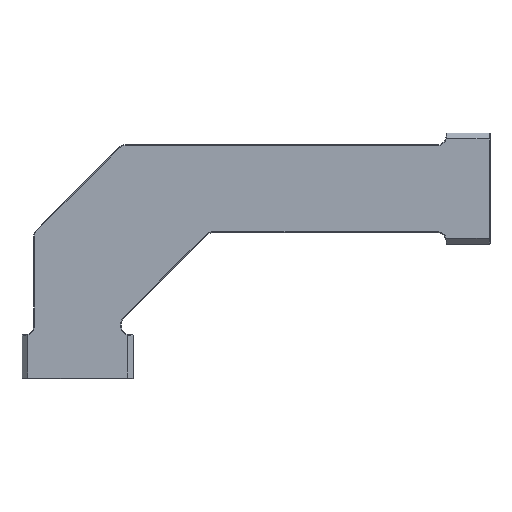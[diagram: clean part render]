
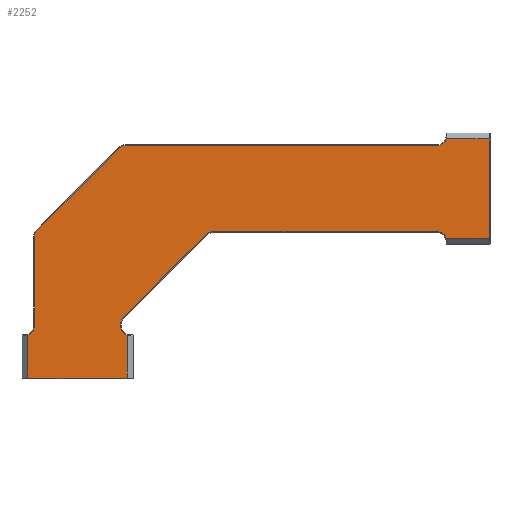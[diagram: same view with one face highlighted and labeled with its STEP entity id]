
A CAD part, front view. The second image highlights one B-rep face of the part: STEP entity #2252.
In plain terms, the highlighted planar face has unit normal (0, -1, 0).
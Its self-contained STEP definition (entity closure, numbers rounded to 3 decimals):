
#78=FACE_OUTER_BOUND('',#220,.T.);
#220=EDGE_LOOP('',(#1539,#1540,#1541,#1542,#1543,#1544,#1545,#1546,#1547,
#1548,#1549,#1550,#1551,#1552,#1553,#1554,#1555,#1556,#1557,#1558));
#375=CIRCLE('',#2421,3.25);
#376=CIRCLE('',#2422,3.25);
#377=CIRCLE('',#2423,3.25);
#378=CIRCLE('',#2424,3.25);
#379=CIRCLE('',#2425,3.25);
#380=CIRCLE('',#2426,2.75);
#381=CIRCLE('',#2427,2.75);
#382=CIRCLE('',#2428,3.25);
#463=LINE('',#3382,#727);
#464=LINE('',#3386,#728);
#465=LINE('',#3390,#729);
#466=LINE('',#3394,#730);
#467=LINE('',#3398,#731);
#468=LINE('',#3400,#732);
#469=LINE('',#3402,#733);
#470=LINE('',#3406,#734);
#471=LINE('',#3410,#735);
#472=LINE('',#3414,#736);
#473=LINE('',#3418,#737);
#474=LINE('',#3419,#738);
#727=VECTOR('',#2681,1000.);
#728=VECTOR('',#2684,1000.);
#729=VECTOR('',#2687,1000.);
#730=VECTOR('',#2690,1000.);
#731=VECTOR('',#2693,1000.);
#732=VECTOR('',#2694,1000.);
#733=VECTOR('',#2695,1000.);
#734=VECTOR('',#2698,1000.);
#735=VECTOR('',#2701,1000.);
#736=VECTOR('',#2704,1000.);
#737=VECTOR('',#2707,1000.);
#738=VECTOR('',#2708,1000.);
#1007=VERTEX_POINT('',#3380);
#1008=VERTEX_POINT('',#3381);
#1009=VERTEX_POINT('',#3383);
#1010=VERTEX_POINT('',#3385);
#1011=VERTEX_POINT('',#3387);
#1012=VERTEX_POINT('',#3389);
#1013=VERTEX_POINT('',#3391);
#1014=VERTEX_POINT('',#3393);
#1015=VERTEX_POINT('',#3395);
#1016=VERTEX_POINT('',#3397);
#1017=VERTEX_POINT('',#3399);
#1018=VERTEX_POINT('',#3401);
#1019=VERTEX_POINT('',#3403);
#1020=VERTEX_POINT('',#3405);
#1021=VERTEX_POINT('',#3407);
#1022=VERTEX_POINT('',#3409);
#1023=VERTEX_POINT('',#3411);
#1024=VERTEX_POINT('',#3413);
#1025=VERTEX_POINT('',#3415);
#1026=VERTEX_POINT('',#3417);
#1203=EDGE_CURVE('',#1007,#1008,#463,.T.);
#1204=EDGE_CURVE('',#1008,#1009,#375,.T.);
#1205=EDGE_CURVE('',#1009,#1010,#464,.T.);
#1206=EDGE_CURVE('',#1010,#1011,#376,.T.);
#1207=EDGE_CURVE('',#1011,#1012,#465,.T.);
#1208=EDGE_CURVE('',#1012,#1013,#377,.T.);
#1209=EDGE_CURVE('',#1013,#1014,#466,.T.);
#1210=EDGE_CURVE('',#1014,#1015,#378,.T.);
#1211=EDGE_CURVE('',#1015,#1016,#467,.T.);
#1212=EDGE_CURVE('',#1016,#1017,#468,.T.);
#1213=EDGE_CURVE('',#1017,#1018,#469,.T.);
#1214=EDGE_CURVE('',#1018,#1019,#379,.T.);
#1215=EDGE_CURVE('',#1019,#1020,#470,.T.);
#1216=EDGE_CURVE('',#1020,#1021,#380,.T.);
#1217=EDGE_CURVE('',#1021,#1022,#471,.T.);
#1218=EDGE_CURVE('',#1022,#1023,#381,.T.);
#1219=EDGE_CURVE('',#1023,#1024,#472,.T.);
#1220=EDGE_CURVE('',#1024,#1025,#382,.T.);
#1221=EDGE_CURVE('',#1025,#1026,#473,.T.);
#1222=EDGE_CURVE('',#1026,#1007,#474,.T.);
#1539=ORIENTED_EDGE('',*,*,#1203,.T.);
#1540=ORIENTED_EDGE('',*,*,#1204,.T.);
#1541=ORIENTED_EDGE('',*,*,#1205,.T.);
#1542=ORIENTED_EDGE('',*,*,#1206,.T.);
#1543=ORIENTED_EDGE('',*,*,#1207,.T.);
#1544=ORIENTED_EDGE('',*,*,#1208,.T.);
#1545=ORIENTED_EDGE('',*,*,#1209,.T.);
#1546=ORIENTED_EDGE('',*,*,#1210,.T.);
#1547=ORIENTED_EDGE('',*,*,#1211,.T.);
#1548=ORIENTED_EDGE('',*,*,#1212,.T.);
#1549=ORIENTED_EDGE('',*,*,#1213,.T.);
#1550=ORIENTED_EDGE('',*,*,#1214,.T.);
#1551=ORIENTED_EDGE('',*,*,#1215,.T.);
#1552=ORIENTED_EDGE('',*,*,#1216,.T.);
#1553=ORIENTED_EDGE('',*,*,#1217,.T.);
#1554=ORIENTED_EDGE('',*,*,#1218,.T.);
#1555=ORIENTED_EDGE('',*,*,#1219,.T.);
#1556=ORIENTED_EDGE('',*,*,#1220,.T.);
#1557=ORIENTED_EDGE('',*,*,#1221,.T.);
#1558=ORIENTED_EDGE('',*,*,#1222,.T.);
#2150=PLANE('',#2420);
#2252=ADVANCED_FACE('',(#78),#2150,.F.);
#2420=AXIS2_PLACEMENT_3D('',#3379,#2679,#2680);
#2421=AXIS2_PLACEMENT_3D('',#3384,#2682,#2683);
#2422=AXIS2_PLACEMENT_3D('',#3388,#2685,#2686);
#2423=AXIS2_PLACEMENT_3D('',#3392,#2688,#2689);
#2424=AXIS2_PLACEMENT_3D('',#3396,#2691,#2692);
#2425=AXIS2_PLACEMENT_3D('',#3404,#2696,#2697);
#2426=AXIS2_PLACEMENT_3D('',#3408,#2699,#2700);
#2427=AXIS2_PLACEMENT_3D('',#3412,#2702,#2703);
#2428=AXIS2_PLACEMENT_3D('',#3416,#2705,#2706);
#2679=DIRECTION('center_axis',(0.,1.,0.));
#2680=DIRECTION('ref_axis',(0.,0.,1.));
#2681=DIRECTION('',(0.,0.,1.));
#2682=DIRECTION('center_axis',(0.,1.,0.));
#2683=DIRECTION('ref_axis',(0.,0.,1.));
#2684=DIRECTION('',(0.,0.,1.));
#2685=DIRECTION('center_axis',(0.,1.,0.));
#2686=DIRECTION('ref_axis',(0.,0.,1.));
#2687=DIRECTION('',(0.707,0.,0.707));
#2688=DIRECTION('center_axis',(0.,1.,0.));
#2689=DIRECTION('ref_axis',(0.,0.,1.));
#2690=DIRECTION('',(1.,0.,0.));
#2691=DIRECTION('center_axis',(0.,1.,0.));
#2692=DIRECTION('ref_axis',(0.,0.,1.));
#2693=DIRECTION('',(1.,0.,0.));
#2694=DIRECTION('',(0.,0.,1.));
#2695=DIRECTION('',(-1.,0.,0.));
#2696=DIRECTION('center_axis',(0.,1.,0.));
#2697=DIRECTION('ref_axis',(0.,0.,1.));
#2698=DIRECTION('',(-1.,0.,0.));
#2699=DIRECTION('center_axis',(0.,-1.,0.));
#2700=DIRECTION('ref_axis',(0.,0.,1.));
#2701=DIRECTION('',(-0.707,0.,-0.707));
#2702=DIRECTION('center_axis',(0.,-1.,0.));
#2703=DIRECTION('ref_axis',(0.,0.,1.));
#2704=DIRECTION('',(0.,0.,-1.));
#2705=DIRECTION('center_axis',(0.,1.,0.));
#2706=DIRECTION('ref_axis',(0.,0.,1.));
#2707=DIRECTION('',(0.,0.,-1.));
#2708=DIRECTION('',(1.,0.,0.));
#3379=CARTESIAN_POINT('Origin',(0.,0.,0.));
#3380=CARTESIAN_POINT('',(32.,0.,-79.75));
#3381=CARTESIAN_POINT('',(32.,0.,-65.092));
#3382=CARTESIAN_POINT('',(32.,0.,-65.));
#3383=CARTESIAN_POINT('',(29.75,0.,-62.));
#3384=CARTESIAN_POINT('Origin',(33.,0.,-62.));
#3385=CARTESIAN_POINT('',(29.75,0.,-61.243));
#3386=CARTESIAN_POINT('',(29.75,0.,0.));
#3387=CARTESIAN_POINT('',(30.702,0.,-58.945));
#3388=CARTESIAN_POINT('Origin',(33.,0.,-61.243));
#3389=CARTESIAN_POINT('',(58.945,0.,-30.702));
#3390=CARTESIAN_POINT('',(44.823,0.,-44.823));
#3391=CARTESIAN_POINT('',(61.243,0.,-29.75));
#3392=CARTESIAN_POINT('Origin',(61.243,0.,-33.));
#3393=CARTESIAN_POINT('',(138.,0.,-29.75));
#3394=CARTESIAN_POINT('',(0.,0.,-29.75));
#3395=CARTESIAN_POINT('',(141.092,0.,-32.));
#3396=CARTESIAN_POINT('Origin',(138.,0.,-33.));
#3397=CARTESIAN_POINT('',(155.75,0.,-32.));
#3398=CARTESIAN_POINT('',(156.,0.,-32.));
#3399=CARTESIAN_POINT('',(155.75,0.,2.));
#3400=CARTESIAN_POINT('',(155.75,0.,0.));
#3401=CARTESIAN_POINT('',(141.092,0.,2.));
#3402=CARTESIAN_POINT('',(141.,0.,2.));
#3403=CARTESIAN_POINT('',(138.,0.,-0.25));
#3404=CARTESIAN_POINT('Origin',(138.,0.,3.));
#3405=CARTESIAN_POINT('',(31.243,0.,-0.25));
#3406=CARTESIAN_POINT('',(0.,0.,-0.25));
#3407=CARTESIAN_POINT('',(29.298,0.,-1.055));
#3408=CARTESIAN_POINT('Origin',(31.243,0.,-3.));
#3409=CARTESIAN_POINT('',(1.055,0.,-29.298));
#3410=CARTESIAN_POINT('',(1.055,0.,-29.298));
#3411=CARTESIAN_POINT('',(0.25,0.,-31.243));
#3412=CARTESIAN_POINT('Origin',(3.,0.,-31.243));
#3413=CARTESIAN_POINT('',(0.25,0.,-62.));
#3414=CARTESIAN_POINT('',(0.25,0.,0.));
#3415=CARTESIAN_POINT('',(-2.,0.,-65.092));
#3416=CARTESIAN_POINT('Origin',(-3.,0.,-62.));
#3417=CARTESIAN_POINT('',(-2.,0.,-79.75));
#3418=CARTESIAN_POINT('',(-2.,0.,-80.));
#3419=CARTESIAN_POINT('',(0.,0.,-79.75));
